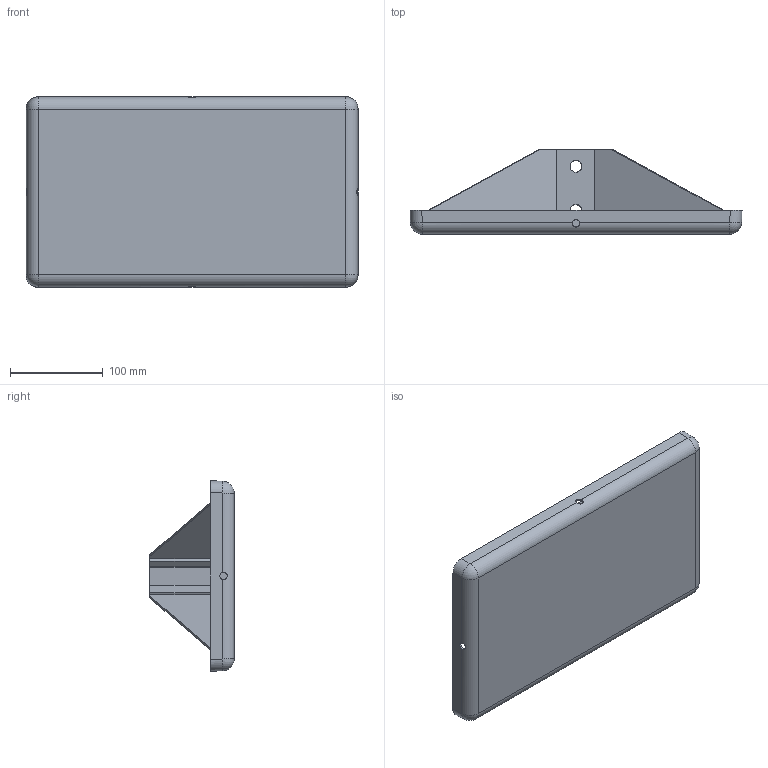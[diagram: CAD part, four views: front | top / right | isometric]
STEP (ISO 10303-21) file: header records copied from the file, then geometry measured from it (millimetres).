
FILE_DESCRIPTION((''),'2;1');
FILE_NAME('Model 6-H HDG-SS.stp','2012-11-21T13:35:00',('rdavis'),(''),'Autodesk Inventor 2013','Autodesk Inventor 2013','');
FILE_SCHEMA(('AUTOMOTIVE_DESIGN { 1 0 10303 214 1 1 1 1 }'));
Length unit declared in the file: inch
Products named in the file (5): Model 6-H HDG-SS; 3-RAH PAN; brace assy; Small brace; large brace
Assembly tree (6 placements, depth 3):
  Model 6-H HDG-SS
    3-RAH PAN
    brace assy
      Small brace  x2
      large brace  x2
Bounding box: 357.37 x 90.81 x 204.97 mm (x, y, z)
Volume: 333941.3 mm3; surface area: 321478.9 mm2
Topology: 5 solids, 5 shells, 163 faces, 452 edges, 292 vertices
Faces by surface type: plane 103, cylinder 52, sphere 8
Full cylindrical faces by diameter (mm): 8.001 x4, 12.7 x4
Entity records: 3642 total; most frequent: CARTESIAN_POINT 760, ORIENTED_EDGE 556, DIRECTION 550, EDGE_CURVE 278, AXIS2_PLACEMENT_3D 184, VERTEX_POINT 182, VECTOR 182, LINE 182
